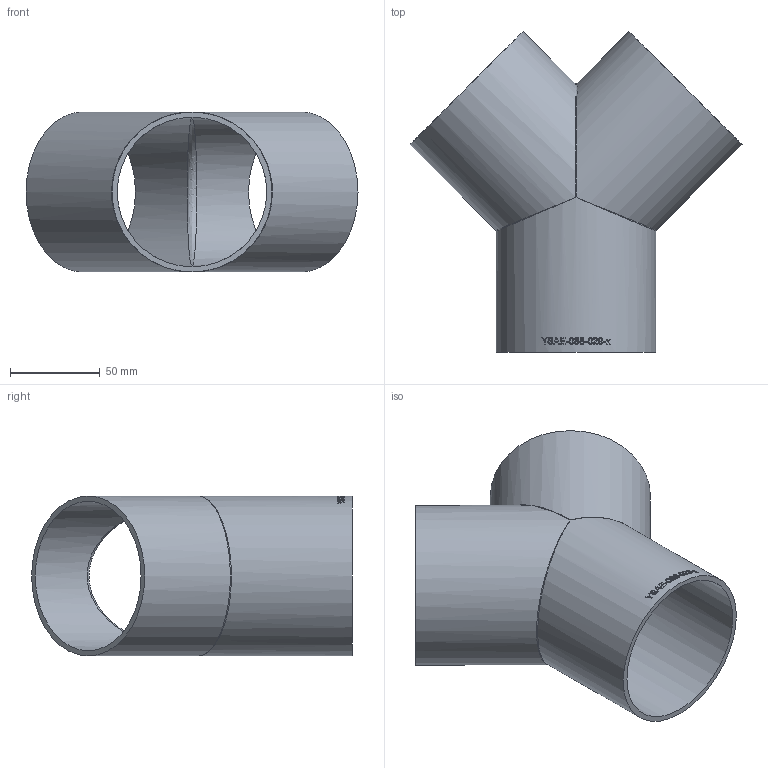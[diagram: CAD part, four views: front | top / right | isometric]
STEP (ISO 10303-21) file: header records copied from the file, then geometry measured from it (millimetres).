
FILE_DESCRIPTION (( 'STEP AP214' ), '1' );
FILE_NAME ('YSAE-088-029-x Y-Stück 2005.STEP', '2020-05-28T10:42:27', ( '' ), ( '' ), 'SwSTEP 2.0', 'SolidWorks 2019', '' );
FILE_SCHEMA (( 'AUTOMOTIVE_DESIGN' ));
Length unit declared in the file: millimetre
Products named in the file (1): YSAE-088-029-x Y-Stück 2005
Bounding box: 184.48 x 178.24 x 88.9 mm (x, y, z)
Volume: 162694.3 mm3; surface area: 114567.5 mm2
Topology: 1 solids, 1 shells, 195 faces, 517 edges, 332 vertices
Faces by surface type: bspline 121, plane 46, cylinder 28
Full cylindrical faces by diameter (mm): 83.1 x3, 88.9 x3
Entity records: 24625 total; most frequent: CARTESIAN_POINT 19050, ORIENTED_EDGE 984, EDGE_CURVE 492, B_SPLINE_CURVE_WITH_KNOTS 360, DIRECTION 332, VERTEX_POINT 326, EDGE_LOOP 226, FACE_OUTER_BOUND 201
